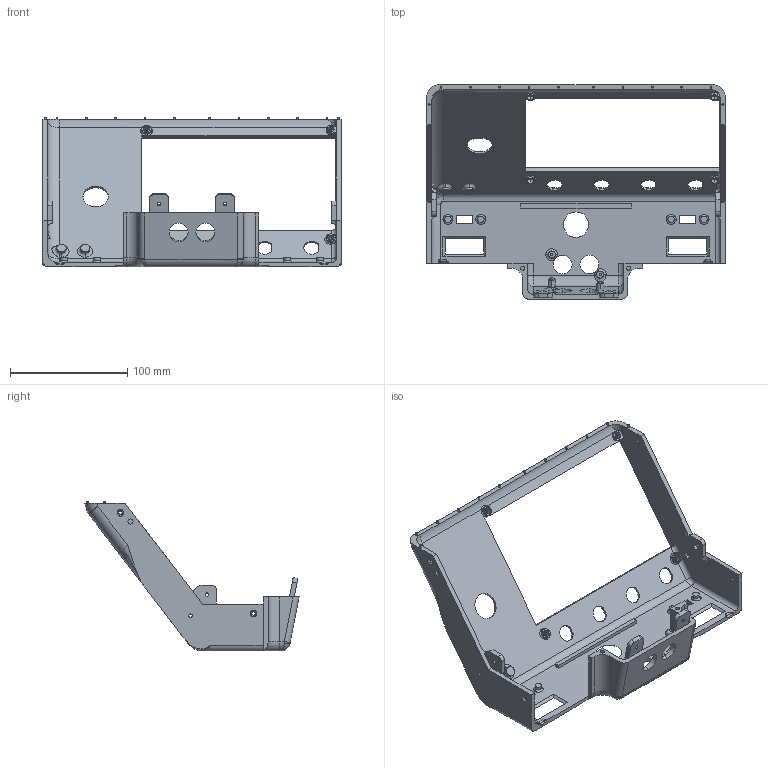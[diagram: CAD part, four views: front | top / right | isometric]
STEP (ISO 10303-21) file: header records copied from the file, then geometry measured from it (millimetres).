
FILE_DESCRIPTION (( 'STEP AP214' ), '1' );
FILE_NAME ('201225_AI_rear.STEP', '2018-12-16T08:23:57', ( '' ), ( '' ), 'SwSTEP 2.0', 'SolidWorks 2011', '' );
FILE_SCHEMA (( 'AUTOMOTIVE_DESIGN' ));
Length unit declared in the file: millimetre
Products named in the file (1): 201225_AI_rear
Bounding box: 254 x 182.24 x 127.69 mm (x, y, z)
Volume: 213667.1 mm3; surface area: 118903.4 mm2
Topology: 1 solids, 2 shells, 598 faces, 1462 edges, 927 vertices
Faces by surface type: cylinder 261, plane 222, torus 67, bspline 38, cone 10
Entity records: 20153 total; most frequent: CARTESIAN_POINT 5871, DIRECTION 3078, ORIENTED_EDGE 2906, EDGE_CURVE 1453, AXIS2_PLACEMENT_3D 1198, VERTEX_POINT 927, EDGE_LOOP 718, VECTOR 682
